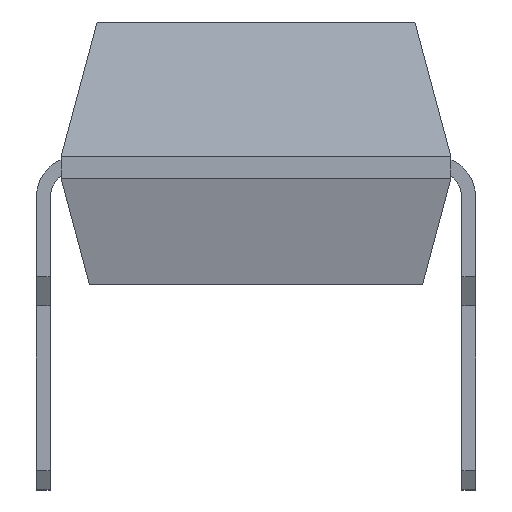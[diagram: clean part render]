
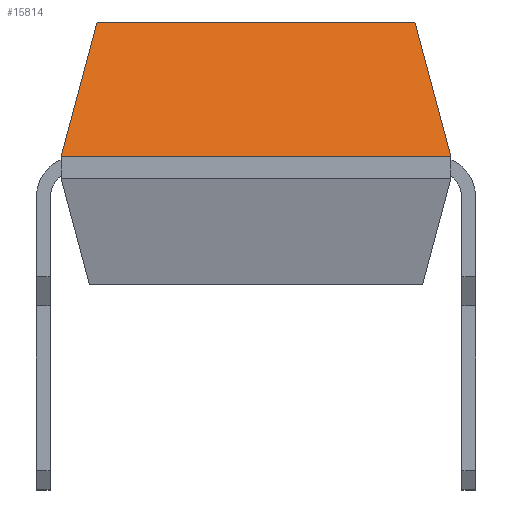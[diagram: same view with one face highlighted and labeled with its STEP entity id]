
A CAD part, front view. The second image highlights one B-rep face of the part: STEP entity #15814.
In plain terms, the highlighted planar face has unit normal (0, -0.966, 0.258).
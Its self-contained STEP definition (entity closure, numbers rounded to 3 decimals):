
#15676=CARTESIAN_POINT('',(3.49,-16.13,2.665));
#15677=VERTEX_POINT('',#15676);
#15684=CARTESIAN_POINT('',(-3.49,-16.13,2.665));
#15685=VERTEX_POINT('',#15684);
#15686=CARTESIAN_POINT('',(-3.49,-16.13,2.665));
#15687=DIRECTION('',(1.0,0.0,0.0));
#15688=VECTOR('',#15687,6.98);
#15689=LINE('',#15686,#15688);
#15690=EDGE_CURVE('',#15685,#15677,#15689,.T.);
#15784=CARTESIAN_POINT('',(0.0,-15.876,3.617));
#15785=DIRECTION('',(0.0,-0.966,0.258));
#15786=DIRECTION('',(0.0,-0.258,-0.966));
#15787=AXIS2_PLACEMENT_3D('',#15784,#15785,#15786);
#15788=PLANE('',#15787);
#15789=CARTESIAN_POINT('',(2.846,-15.486,5.08));
#15790=VERTEX_POINT('',#15789);
#15791=CARTESIAN_POINT('',(2.846,-15.486,5.08));
#15792=DIRECTION('',(0.25,-0.25,-0.936));
#15793=VECTOR('',#15792,2.581);
#15794=LINE('',#15791,#15793);
#15795=EDGE_CURVE('',#15790,#15677,#15794,.T.);
#15796=ORIENTED_EDGE('',*,*,#15795,.F.);
#15797=CARTESIAN_POINT('',(-2.846,-15.486,5.08));
#15798=VERTEX_POINT('',#15797);
#15799=CARTESIAN_POINT('',(-2.846,-15.486,5.08));
#15800=DIRECTION('',(1.0,0.0,0.0));
#15801=VECTOR('',#15800,5.692);
#15802=LINE('',#15799,#15801);
#15803=EDGE_CURVE('',#15790,#15798,#15802,.F.);
#15804=ORIENTED_EDGE('',*,*,#15803,.T.);
#15805=CARTESIAN_POINT('',(-3.49,-16.13,2.665));
#15806=DIRECTION('',(0.25,0.25,0.936));
#15807=VECTOR('',#15806,2.581);
#15808=LINE('',#15805,#15807);
#15809=EDGE_CURVE('',#15685,#15798,#15808,.T.);
#15810=ORIENTED_EDGE('',*,*,#15809,.F.);
#15811=ORIENTED_EDGE('',*,*,#15690,.T.);
#15812=EDGE_LOOP('',(#15796,#15804,#15810,#15811));
#15813=FACE_OUTER_BOUND('',#15812,.T.);
#15814=ADVANCED_FACE('',(#15813),#15788,.T.);
